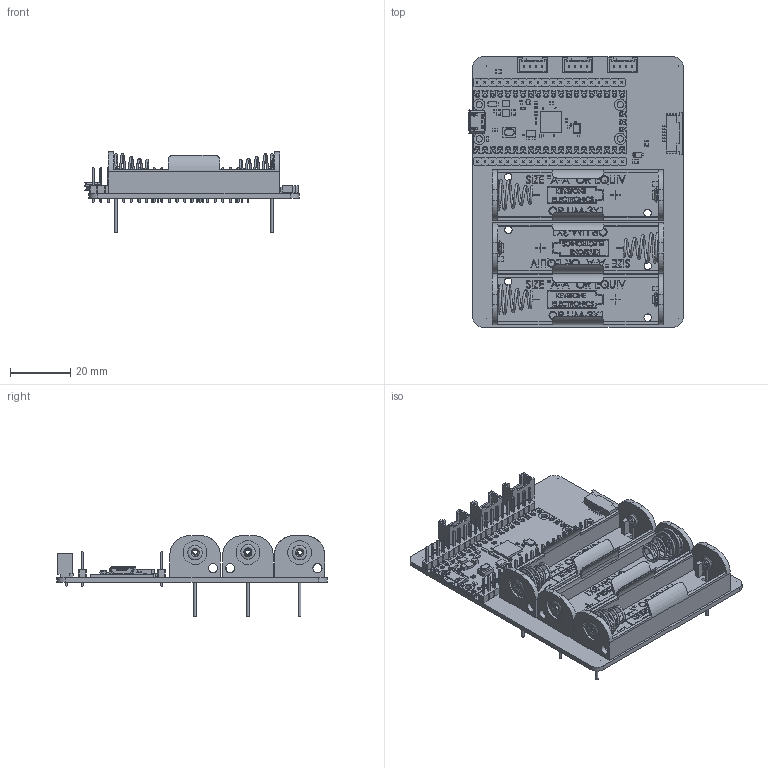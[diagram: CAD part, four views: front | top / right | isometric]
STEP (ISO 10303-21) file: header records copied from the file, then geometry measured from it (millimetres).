
FILE_DESCRIPTION(('KiCad electronic assembly'),'2;1');
FILE_NAME('Controller.step','2024-02-28T13:18:42',('Pcbnew'),('Kicad'), 'Open CASCADE STEP processor 7.7','KiCad to STEP converter','Unknown' );
FILE_SCHEMA(('AUTOMOTIVE_DESIGN { 1 0 10303 214 1 1 1 1 }'));
Length unit declared in the file: millimetre
Products named in the file (16): Controller 1; PinHeader_1x20_P2.54mm_Vertical; PinHeader_1x20_P254mm_Vertical; Raspberry Pi Pico-R3; keystone-PN2460; 2460; C_0805_2012Metric; Grove Connector (standing); TE_84952-6_1x06-1MP_P1.0mm_Horizontal; TE_84952_6; D_SOD-123; D_SOD_123; Controller_PCB
Assembly tree (22 placements, depth 3):
  Controller 1
    PinHeader_1x20_P2.54mm_Vertical  x2
      PinHeader_1x20_P254mm_Vertical
    Raspberry Pi Pico-R3
      Raspberry Pi Pico-R3
    keystone-PN2460  x3
      2460
    C_0805_2012Metric  x3
      C_0805_2012Metric
    Grove Connector (standing)  x3
      Grove Connector (standing)
    TE_84952-6_1x06-1MP_P1.0mm_Horizontal
      TE_84952_6
    D_SOD-123
      D_SOD_123
    Controller_PCB
Bounding box: 71.33 x 90 x 26.9 mm (x, y, z)
Volume: 21104.9 mm3; surface area: 36422.3 mm2
Topology: 145 solids, 145 shells, 6003 faces, 15124 edges, 9655 vertices
Faces by surface type: plane 4191, cylinder 936, bspline 557, torus 276, sphere 24, extrusion 19
Full cylindrical faces by diameter (mm): 0.8 x12, 0.864 x6, 1 x40, 1.02 x6, 1.5 x2, 1.778 x6, 1.8 x2, 2.489 x6, 2.64 x6, 2.667 x12, 3.048 x6, 7.925 x6
Entity records: 136598 total; most frequent: CARTESIAN_POINT 33165, ORIENTED_EDGE 19472, DIRECTION 18481, EDGE_CURVE 9736, VECTOR 7183, LINE 7164, VERTEX_POINT 6173, AXIS2_PLACEMENT_3D 5649
